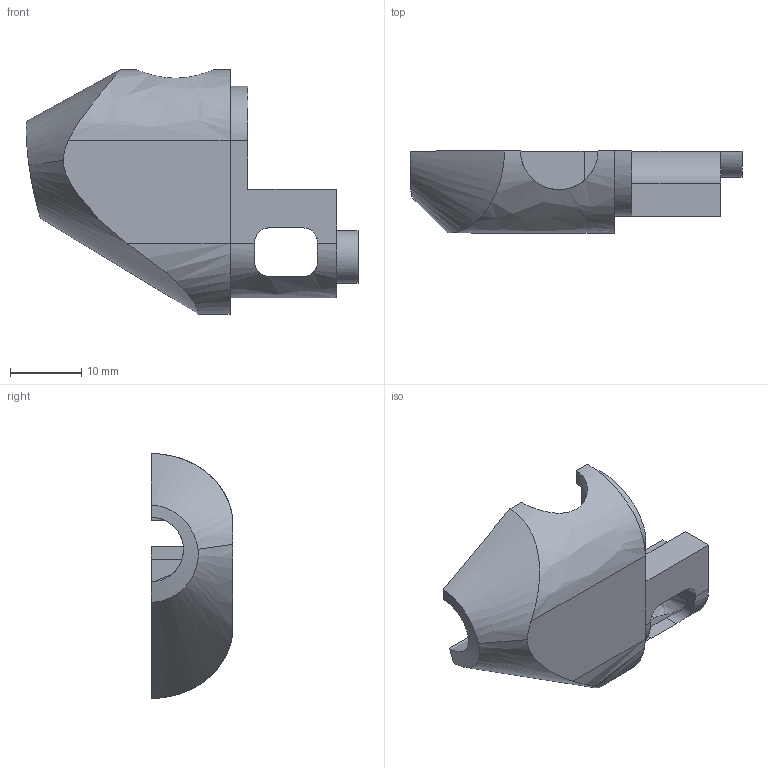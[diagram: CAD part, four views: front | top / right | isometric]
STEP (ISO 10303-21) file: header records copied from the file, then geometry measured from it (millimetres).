
FILE_DESCRIPTION(/* description */ (''),/* implementation_level */ '2;1');
FILE_NAME(/* name */ 'BURNIN~2',/* time_stamp */ '2019-10-18T18:08:44+02:00',/* author */ (''),/* organization */ (''),/* preprocessor_version */ 'ST-DEVELOPER v16.5',/* originating_system */ '',/* authorisation */ '');
FILE_SCHEMA (('AUTOMOTIVE_DESIGN'));
Length unit declared in the file: millimetre
Products named in the file (1): Document
Bounding box: 46.66 x 11.5 x 34.41 mm (x, y, z)
Volume: 5692.7 mm3; surface area: 4307.8 mm2
Topology: 1 solids, 1 shells, 88 faces, 248 edges, 163 vertices
Faces by surface type: bspline 45, plane 43
Entity records: 5638 total; most frequent: CARTESIAN_POINT 4093, ORIENTED_EDGE 496, EDGE_CURVE 248, B_SPLINE_CURVE_WITH_KNOTS 183, VERTEX_POINT 163, EDGE_LOOP 93, ADVANCED_FACE 88, FACE_OUTER_BOUND 88
